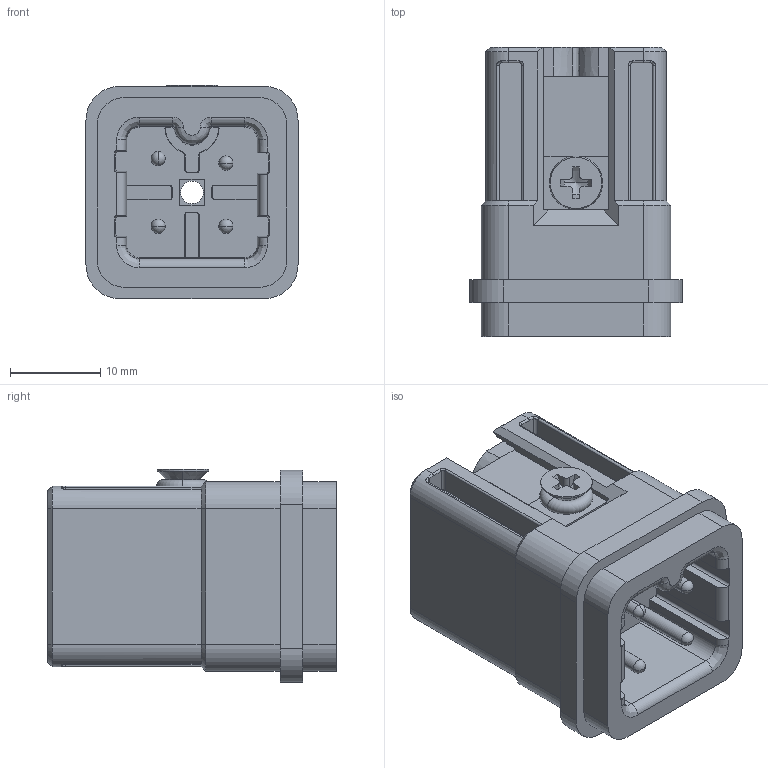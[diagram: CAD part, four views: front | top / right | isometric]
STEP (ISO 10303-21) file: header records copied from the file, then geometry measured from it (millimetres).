
FILE_DESCRIPTION((''),'2;1');
FILE_NAME('3D_1210030010001_HA-003-MQ','2022-07-20T',('cc.ye'),(''),'PRO/ENGINEER BY PARAMETRIC TECHNOLOGY CORPORATION, 2010280','PRO/ENGINEER BY PARAMETRIC TECHNOLOGY CORPORATION, 2010280','');
FILE_SCHEMA(('AUTOMOTIVE_DESIGN { 1 0 10303 214 1 1 1 1 }'));
Length unit declared in the file: millimetre
Products named in the file (1): 3D_1210030010001_HA-003-MQ
Bounding box: 23.5 x 32 x 23.6 mm (x, y, z)
Volume: 9510.6 mm3; surface area: 5986.4 mm2
Topology: 1 solids, 2 shells, 580 faces, 1577 edges, 1006 vertices
Faces by surface type: plane 282, cylinder 179, bspline 41, cone 35, torus 32, sphere 11
Entity records: 23840 total; most frequent: CARTESIAN_POINT 5633, ORIENTED_EDGE 3134, DIRECTION 2692, EDGE_CURVE 1567, VERTEX_POINT 1006, VECTOR 908, LINE 908, AXIS2_PLACEMENT_3D 892
